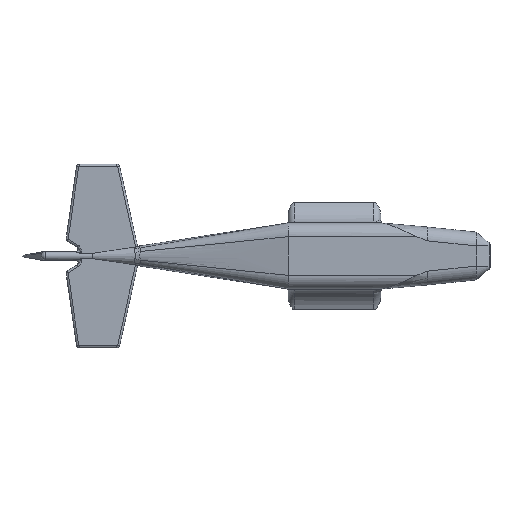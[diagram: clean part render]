
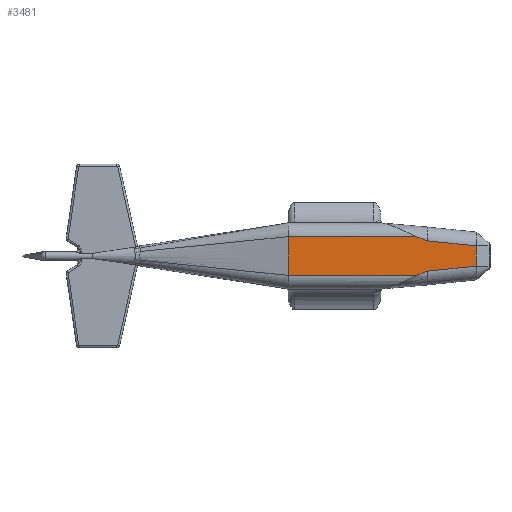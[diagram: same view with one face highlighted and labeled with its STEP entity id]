
A CAD part, front view. The second image highlights one B-rep face of the part: STEP entity #3481.
In plain terms, the highlighted planar face has unit normal (0, -1, 0).
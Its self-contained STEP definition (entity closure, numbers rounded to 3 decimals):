
#85=PLANE('',#3781);
#622=FACE_OUTER_BOUND('',#842,.T.);
#842=EDGE_LOOP('',(#3072,#3073,#3074,#3075,#3076,#3077,#3078,#3079));
#982=LINE('',#12351,#1136);
#994=LINE('',#13905,#1148);
#996=LINE('',#13962,#1150);
#997=LINE('',#13965,#1151);
#998=LINE('',#13967,#1152);
#999=LINE('',#13969,#1153);
#1000=LINE('',#13971,#1154);
#1001=LINE('',#13972,#1155);
#1136=VECTOR('',#4337,10.);
#1148=VECTOR('',#4425,10.);
#1150=VECTOR('',#4429,10.);
#1151=VECTOR('',#4432,10.);
#1152=VECTOR('',#4433,10.);
#1153=VECTOR('',#4434,10.);
#1154=VECTOR('',#4435,10.);
#1155=VECTOR('',#4436,10.);
#1565=VERTEX_POINT('',#12348);
#1566=VERTEX_POINT('',#12350);
#1603=VERTEX_POINT('',#13862);
#1605=VERTEX_POINT('',#13909);
#1606=VERTEX_POINT('',#13964);
#1607=VERTEX_POINT('',#13966);
#1608=VERTEX_POINT('',#13968);
#1609=VERTEX_POINT('',#13970);
#2034=EDGE_CURVE('',#1565,#1566,#982,.T.);
#2101=EDGE_CURVE('',#1565,#1603,#994,.T.);
#2104=EDGE_CURVE('',#1605,#1603,#996,.T.);
#2105=EDGE_CURVE('',#1606,#1605,#997,.T.);
#2106=EDGE_CURVE('',#1607,#1606,#998,.T.);
#2107=EDGE_CURVE('',#1607,#1608,#999,.T.);
#2108=EDGE_CURVE('',#1609,#1608,#1000,.T.);
#2109=EDGE_CURVE('',#1609,#1566,#1001,.T.);
#3072=ORIENTED_EDGE('',*,*,#2104,.F.);
#3073=ORIENTED_EDGE('',*,*,#2105,.F.);
#3074=ORIENTED_EDGE('',*,*,#2106,.F.);
#3075=ORIENTED_EDGE('',*,*,#2107,.T.);
#3076=ORIENTED_EDGE('',*,*,#2108,.F.);
#3077=ORIENTED_EDGE('',*,*,#2109,.T.);
#3078=ORIENTED_EDGE('',*,*,#2034,.F.);
#3079=ORIENTED_EDGE('',*,*,#2101,.T.);
#3481=ADVANCED_FACE('',(#622),#85,.T.);
#3781=AXIS2_PLACEMENT_3D('',#13963,#4430,#4431);
#4337=DIRECTION('',(1.,0.,0.));
#4425=DIRECTION('',(0.,0.,-1.));
#4429=DIRECTION('',(-1.,0.,0.));
#4430=DIRECTION('center_axis',(0.,-1.,0.));
#4431=DIRECTION('ref_axis',(0.,0.,-1.));
#4432=DIRECTION('',(-0.934,0.,-0.357));
#4433=DIRECTION('',(-0.995,0.,-0.103));
#4434=DIRECTION('',(0.,0.,1.));
#4435=DIRECTION('',(0.995,0.,-0.103));
#4436=DIRECTION('',(-0.934,0.,0.357));
#12348=CARTESIAN_POINT('',(-3488.69,0.,-83.82));
#12350=CARTESIAN_POINT('',(-1105.752,0.,-83.82));
#12351=CARTESIAN_POINT('',(-884.936,0.,-83.82));
#13862=CARTESIAN_POINT('',(-3488.69,0.,-801.116));
#13905=CARTESIAN_POINT('',(-3488.69,0.,-1055.116));
#13909=CARTESIAN_POINT('',(-1105.752,0.,-801.116));
#13962=CARTESIAN_POINT('',(-884.936,0.,-801.116));
#13963=CARTESIAN_POINT('Origin',(0.,0.,-884.936));
#13964=CARTESIAN_POINT('',(-901.954,0.,-723.171));
#13965=CARTESIAN_POINT('',(-901.954,0.,-723.171));
#13966=CARTESIAN_POINT('',(0.,0.,-629.572));
#13967=CARTESIAN_POINT('',(-26.218,0.,-632.293));
#13968=CARTESIAN_POINT('',(0.,0.,-255.364));
#13969=CARTESIAN_POINT('',(0.,0.,-884.936));
#13970=CARTESIAN_POINT('',(-901.954,0.,-161.765));
#13971=CARTESIAN_POINT('',(19.21,0.,-257.357));
#13972=CARTESIAN_POINT('',(-901.954,0.,-161.765));
